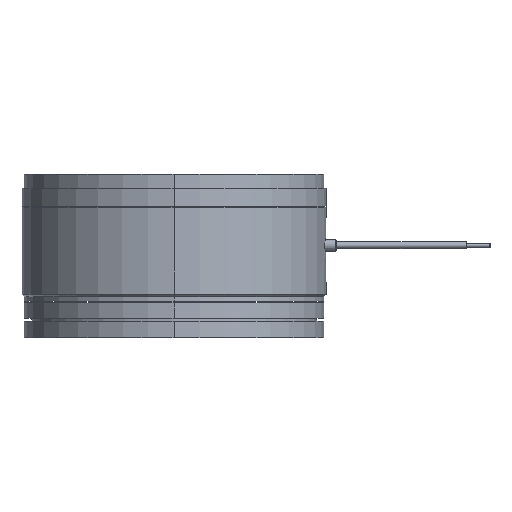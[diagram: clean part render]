
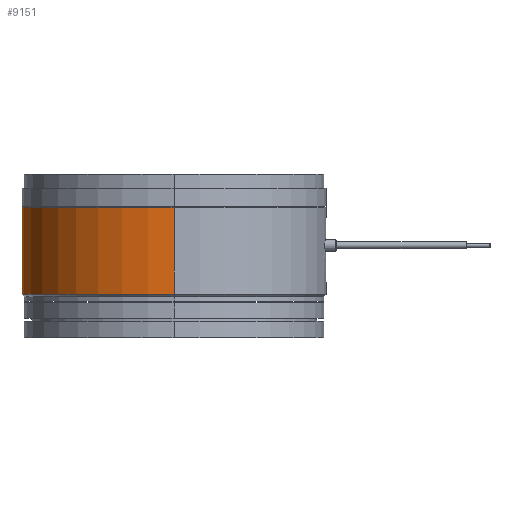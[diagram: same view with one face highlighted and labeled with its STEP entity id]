
A CAD part, left-side view. The second image highlights one B-rep face of the part: STEP entity #9151.
In plain terms, the highlighted cylindrical face has radius 32 mm (diameter 64 mm), a partial arc.
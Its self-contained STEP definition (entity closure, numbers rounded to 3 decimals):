
#420 = AXIS2_PLACEMENT_3D ( 'NONE', #7507, #3004, #2103 ) ;
#545 = DIRECTION ( 'NONE',  ( 0., 0., 1. ) ) ;
#590 = ORIENTED_EDGE ( 'NONE', *, *, #7907, .F. ) ;
#633 = VECTOR ( 'NONE', #2741, 1000. ) ;
#863 = EDGE_CURVE ( 'NONE', #9265, #10003, #8000, .T. ) ;
#1098 = CYLINDRICAL_SURFACE ( 'NONE', #4814, 32. ) ;
#1315 = VERTEX_POINT ( 'NONE', #6342 ) ;
#1319 = CARTESIAN_POINT ( 'NONE',  ( 0., 0., -2.374 ) ) ;
#1400 = EDGE_CURVE ( 'NONE', #8344, #1315, #7611, .T. ) ;
#2103 = DIRECTION ( 'NONE',  ( 1., 0., 0. ) ) ;
#2431 = EDGE_CURVE ( 'NONE', #1315, #10003, #6240, .T. ) ;
#2633 = CARTESIAN_POINT ( 'NONE',  ( -32., 0., -7. ) ) ;
#2725 = DIRECTION ( 'NONE',  ( 0., 0., 1. ) ) ;
#2741 = DIRECTION ( 'NONE',  ( 0., 0., 1. ) ) ;
#2795 = CARTESIAN_POINT ( 'NONE',  ( 32., 0., -25.3 ) ) ;
#2900 = AXIS2_PLACEMENT_3D ( 'NONE', #3263, #2725, #5463 ) ;
#3004 = DIRECTION ( 'NONE',  ( 0., 0., 1. ) ) ;
#3040 = FACE_OUTER_BOUND ( 'NONE', #9155, .T. ) ;
#3263 = CARTESIAN_POINT ( 'NONE',  ( 0., 0., -7. ) ) ;
#4544 = ORIENTED_EDGE ( 'NONE', *, *, #2431, .T. ) ;
#4698 = DIRECTION ( 'NONE',  ( 0., 0., 1. ) ) ;
#4814 = AXIS2_PLACEMENT_3D ( 'NONE', #1319, #545, #9629 ) ;
#5463 = DIRECTION ( 'NONE',  ( 1., 0., 0. ) ) ;
#6240 = LINE ( 'NONE', #8915, #633 ) ;
#6342 = CARTESIAN_POINT ( 'NONE',  ( -32., 0., -25.3 ) ) ;
#6692 = ORIENTED_EDGE ( 'NONE', *, *, #863, .F. ) ;
#7507 = CARTESIAN_POINT ( 'NONE',  ( 0., 0., -25.3 ) ) ;
#7611 = CIRCLE ( 'NONE', #420, 32. ) ;
#7798 = VECTOR ( 'NONE', #4698, 1000. ) ;
#7907 = EDGE_CURVE ( 'NONE', #8344, #9265, #8177, .T. ) ;
#8000 = CIRCLE ( 'NONE', #2900, 32. ) ;
#8177 = LINE ( 'NONE', #10975, #7798 ) ;
#8344 = VERTEX_POINT ( 'NONE', #2795 ) ;
#8915 = CARTESIAN_POINT ( 'NONE',  ( -32., 0., -2.374 ) ) ;
#8970 = CARTESIAN_POINT ( 'NONE',  ( 32., 0., -7. ) ) ;
#9151 = ADVANCED_FACE ( 'NONE', ( #3040 ), #1098, .T. ) ;
#9155 = EDGE_LOOP ( 'NONE', ( #10265, #4544, #6692, #590 ) ) ;
#9265 = VERTEX_POINT ( 'NONE', #8970 ) ;
#9629 = DIRECTION ( 'NONE',  ( 1., 0., 0. ) ) ;
#10003 = VERTEX_POINT ( 'NONE', #2633 ) ;
#10265 = ORIENTED_EDGE ( 'NONE', *, *, #1400, .T. ) ;
#10975 = CARTESIAN_POINT ( 'NONE',  ( 32., 0., -2.374 ) ) ;
